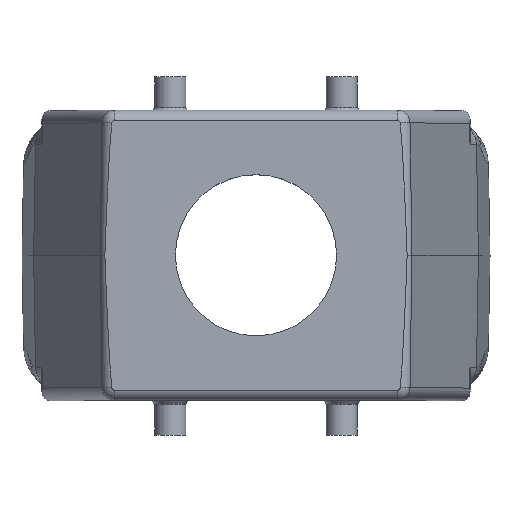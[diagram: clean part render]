
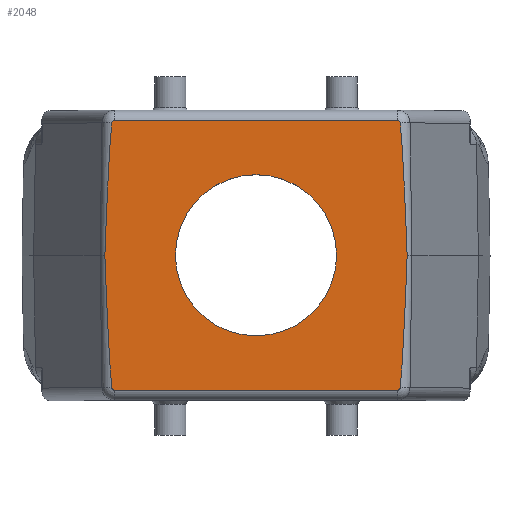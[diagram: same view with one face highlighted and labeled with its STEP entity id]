
A CAD part, top view. The second image highlights one B-rep face of the part: STEP entity #2048.
In plain terms, the highlighted planar face has unit normal (0, 0, 1).
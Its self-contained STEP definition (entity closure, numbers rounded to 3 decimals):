
#842=ELLIPSE('',#5160,114.608,2.);
#845=ELLIPSE('',#5164,114.608,2.);
#846=ELLIPSE('',#5166,114.608,2.);
#847=ELLIPSE('',#5170,114.608,2.);
#934=LINE('',#6579,#1342);
#940=LINE('',#6633,#1348);
#1342=VECTOR('',#5502,1.);
#1348=VECTOR('',#5568,1.);
#1789=FACE_BOUND('',#2690,.T.);
#1790=FACE_BOUND('',#2691,.T.);
#2048=ADVANCED_FACE('',(#1789,#1790),#2232,.T.);
#2232=PLANE('',#5426);
#2690=EDGE_LOOP('',(#3881));
#2691=EDGE_LOOP('',(#3882,#3883,#3884,#3885,#3886,#3887,#3888,#3889,#3890,
#3891));
#3881=ORIENTED_EDGE('',*,*,#4923,.T.);
#3882=ORIENTED_EDGE('',*,*,#4360,.F.);
#3883=ORIENTED_EDGE('',*,*,#4366,.F.);
#3884=ORIENTED_EDGE('',*,*,#4372,.F.);
#3885=ORIENTED_EDGE('',*,*,#4378,.F.);
#3886=ORIENTED_EDGE('',*,*,#4380,.F.);
#3887=ORIENTED_EDGE('',*,*,#4374,.F.);
#3888=ORIENTED_EDGE('',*,*,#4368,.F.);
#3889=ORIENTED_EDGE('',*,*,#4362,.F.);
#3890=ORIENTED_EDGE('',*,*,#4356,.F.);
#3891=ORIENTED_EDGE('',*,*,#4353,.F.);
#3946=VERTEX_POINT('',#6577);
#3948=VERTEX_POINT('',#6580);
#3950=VERTEX_POINT('',#6586);
#3952=VERTEX_POINT('',#6592);
#3954=VERTEX_POINT('',#6598);
#3956=VERTEX_POINT('',#6604);
#3958=VERTEX_POINT('',#6610);
#3960=VERTEX_POINT('',#6616);
#3962=VERTEX_POINT('',#6622);
#3964=VERTEX_POINT('',#6628);
#4323=VERTEX_POINT('',#9268);
#4353=EDGE_CURVE('',#3946,#3948,#934,.T.);
#4356=EDGE_CURVE('',#3948,#3950,#4944,.T.);
#4360=EDGE_CURVE('',#3952,#3946,#4948,.T.);
#4362=EDGE_CURVE('',#3950,#3954,#842,.T.);
#4366=EDGE_CURVE('',#3956,#3952,#845,.T.);
#4368=EDGE_CURVE('',#3954,#3958,#846,.T.);
#4372=EDGE_CURVE('',#3960,#3956,#847,.T.);
#4374=EDGE_CURVE('',#3958,#3962,#4952,.T.);
#4378=EDGE_CURVE('',#3964,#3960,#4956,.T.);
#4380=EDGE_CURVE('',#3962,#3964,#940,.T.);
#4923=EDGE_CURVE('',#4323,#4323,#4988,.T.);
#4944=CIRCLE('',#5152,0.407);
#4948=CIRCLE('',#5157,0.407);
#4952=CIRCLE('',#5172,0.407);
#4956=CIRCLE('',#5177,0.407);
#4988=CIRCLE('',#5425,12.5);
#5152=AXIS2_PLACEMENT_3D('',#6585,#5508,#5509);
#5157=AXIS2_PLACEMENT_3D('',#6594,#5518,#5519);
#5160=AXIS2_PLACEMENT_3D('',#6597,#5524,#5525);
#5164=AXIS2_PLACEMENT_3D('',#6606,#5533,#5534);
#5166=AXIS2_PLACEMENT_3D('',#6609,#5538,#5539);
#5170=AXIS2_PLACEMENT_3D('',#6618,#5547,#5548);
#5172=AXIS2_PLACEMENT_3D('',#6621,#5552,#5553);
#5177=AXIS2_PLACEMENT_3D('',#6630,#5562,#5563);
#5425=AXIS2_PLACEMENT_3D('',#9267,#6452,#6453);
#5426=AXIS2_PLACEMENT_3D('',#9269,#6454,#6455);
#5502=DIRECTION('',(-1.,0.,0.));
#5508=DIRECTION('',(0.,0.,-1.));
#5509=DIRECTION('',(1.,0.,0.));
#5518=DIRECTION('',(0.,0.,-1.));
#5519=DIRECTION('',(1.,0.,0.));
#5524=DIRECTION('',(0.,0.,-1.));
#5525=DIRECTION('',(0.013,-1.,0.));
#5533=DIRECTION('',(0.,0.,-1.));
#5534=DIRECTION('',(-0.013,-1.,0.));
#5538=DIRECTION('',(0.,0.,-1.));
#5539=DIRECTION('',(-0.013,-1.,0.));
#5547=DIRECTION('',(0.,0.,-1.));
#5548=DIRECTION('',(0.013,-1.,0.));
#5552=DIRECTION('',(0.,0.,-1.));
#5553=DIRECTION('',(1.,0.,0.));
#5562=DIRECTION('',(0.,0.,-1.));
#5563=DIRECTION('',(1.,0.,0.));
#5568=DIRECTION('',(1.,0.,0.));
#6452=DIRECTION('',(0.,0.,-1.));
#6453=DIRECTION('',(1.,0.,0.));
#6454=DIRECTION('',(0.,0.,1.));
#6455=DIRECTION('',(1.,0.,0.));
#6577=CARTESIAN_POINT('',(21.973,-20.907,62.45));
#6579=CARTESIAN_POINT('',(-23.782,-20.907,62.45));
#6580=CARTESIAN_POINT('',(-21.973,-20.907,62.45));
#6585=CARTESIAN_POINT('',(-21.973,-20.5,62.45));
#6586=CARTESIAN_POINT('',(-22.378,-20.54,62.45));
#6592=CARTESIAN_POINT('',(22.378,-20.54,62.45));
#6594=CARTESIAN_POINT('',(21.973,-20.5,62.45));
#6597=CARTESIAN_POINT('',(-23.475,91.681,62.45));
#6598=CARTESIAN_POINT('',(-23.448,0.,62.45));
#6604=CARTESIAN_POINT('',(23.448,0.,62.45));
#6606=CARTESIAN_POINT('',(23.475,91.681,62.45));
#6609=CARTESIAN_POINT('',(-23.475,-91.681,62.45));
#6610=CARTESIAN_POINT('',(-22.378,20.54,62.45));
#6616=CARTESIAN_POINT('',(22.378,20.54,62.45));
#6618=CARTESIAN_POINT('',(23.475,-91.681,62.45));
#6621=CARTESIAN_POINT('',(-21.973,20.5,62.45));
#6622=CARTESIAN_POINT('',(-21.973,20.907,62.45));
#6628=CARTESIAN_POINT('',(21.973,20.907,62.45));
#6630=CARTESIAN_POINT('',(21.973,20.5,62.45));
#6633=CARTESIAN_POINT('',(-29.552,20.907,62.45));
#9267=CARTESIAN_POINT('',(0.,0.,62.45));
#9268=CARTESIAN_POINT('',(12.5,0.,62.45));
#9269=CARTESIAN_POINT('',(-40.,-55.,62.45));
